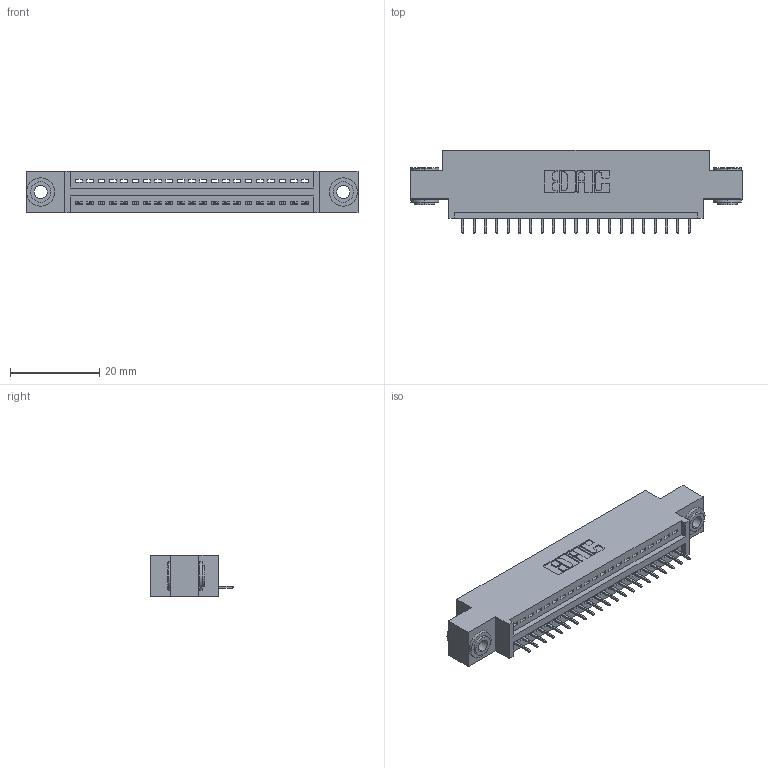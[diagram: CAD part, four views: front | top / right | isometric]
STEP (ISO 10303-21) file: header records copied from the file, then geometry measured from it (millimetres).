
FILE_DESCRIPTION (( 'STEP AP203' ), '1' );
FILE_NAME ('895-021-525-603.STEP', '2020-09-25T09:14:15', ( '' ), ( '' ), 'SwSTEP 2.0', 'SolidWorks 2020', '' );
FILE_SCHEMA (( 'CONFIG_CONTROL_DESIGN' ));
Length unit declared in the file: inch
Products named in the file (4): 845 Part_0.170 Offset - 0.156 Dia-TH; 345-292-001_345-293-125; 895-021-525-603; 345-250-002_345-250-002-102
Assembly tree (24 placements, depth 2):
  895-021-525-603
    845 Part_0.170 Offset - 0.156 Dia-TH
    345-292-001_345-293-125  x21
    345-250-002_345-250-002-102  x2
Bounding box: 74.55 x 18.72 x 9.4 mm (x, y, z)
Volume: 6729 mm3; surface area: 8711.9 mm2
Topology: 24 solids, 24 shells, 1470 faces, 4209 edges, 2718 vertices
Faces by surface type: plane 1060, cylinder 402, cone 8
Entity records: 19488 total; most frequent: CARTESIAN_POINT 3354, ORIENTED_EDGE 3302, DIRECTION 2991, EDGE_CURVE 1651, VECTOR 1415, LINE 1415, VERTEX_POINT 1094, AXIS2_PLACEMENT_3D 788
